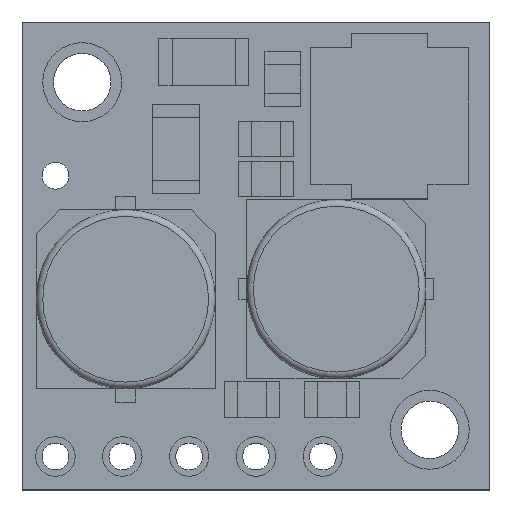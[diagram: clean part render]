
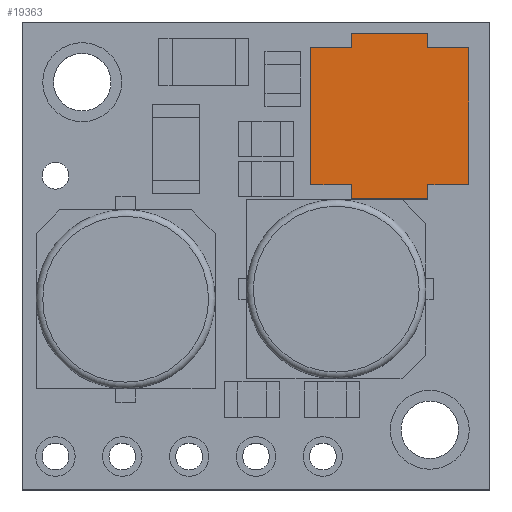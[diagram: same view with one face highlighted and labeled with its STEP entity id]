
A CAD part, top view. The second image highlights one B-rep face of the part: STEP entity #19363.
In plain terms, the highlighted planar face has unit normal (0, 0, 1).
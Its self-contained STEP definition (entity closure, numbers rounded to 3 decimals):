
#933=PLANE('',#20476);
#1753=FACE_OUTER_BOUND('',#2856,.T.);
#2856=EDGE_LOOP('',(#14897,#14898,#14899,#14900,#14901,#14902,#14903,#14904,
#14905,#14906,#14907,#14908));
#4690=LINE('',#29227,#6926);
#4693=LINE('',#29239,#6929);
#4695=LINE('',#29249,#6931);
#4698=LINE('',#29254,#6934);
#4700=LINE('',#29265,#6936);
#4702=LINE('',#29275,#6938);
#4704=LINE('',#29279,#6940);
#4706=LINE('',#29290,#6942);
#4708=LINE('',#29300,#6944);
#4712=LINE('',#29308,#6948);
#4715=LINE('',#29321,#6951);
#4717=LINE('',#29330,#6953);
#6926=VECTOR('',#23002,1000.);
#6929=VECTOR('',#23007,1000.);
#6931=VECTOR('',#23011,1000.);
#6934=VECTOR('',#23016,1000.);
#6936=VECTOR('',#23020,1000.);
#6938=VECTOR('',#23024,1000.);
#6940=VECTOR('',#23028,1000.);
#6942=VECTOR('',#23032,1000.);
#6944=VECTOR('',#23036,1000.);
#6948=VECTOR('',#23042,1000.);
#6951=VECTOR('',#23047,1000.);
#6953=VECTOR('',#23051,1000.);
#9203=VERTEX_POINT('',#29225);
#9204=VERTEX_POINT('',#29226);
#9206=VERTEX_POINT('',#29238);
#9207=VERTEX_POINT('',#29248);
#9208=VERTEX_POINT('',#29253);
#9210=VERTEX_POINT('',#29264);
#9211=VERTEX_POINT('',#29274);
#9212=VERTEX_POINT('',#29278);
#9214=VERTEX_POINT('',#29289);
#9215=VERTEX_POINT('',#29299);
#9218=VERTEX_POINT('',#29307);
#9221=VERTEX_POINT('',#29320);
#11276=EDGE_CURVE('',#9203,#9204,#4690,.T.);
#11280=EDGE_CURVE('',#9206,#9203,#4693,.T.);
#11283=EDGE_CURVE('',#9207,#9206,#4695,.T.);
#11286=EDGE_CURVE('',#9208,#9207,#4698,.T.);
#11289=EDGE_CURVE('',#9210,#9208,#4700,.T.);
#11292=EDGE_CURVE('',#9211,#9210,#4702,.T.);
#11294=EDGE_CURVE('',#9212,#9211,#4704,.T.);
#11297=EDGE_CURVE('',#9214,#9212,#4706,.T.);
#11300=EDGE_CURVE('',#9215,#9214,#4708,.T.);
#11304=EDGE_CURVE('',#9218,#9215,#4712,.T.);
#11308=EDGE_CURVE('',#9221,#9218,#4715,.T.);
#11311=EDGE_CURVE('',#9204,#9221,#4717,.T.);
#14897=ORIENTED_EDGE('',*,*,#11276,.T.);
#14898=ORIENTED_EDGE('',*,*,#11311,.T.);
#14899=ORIENTED_EDGE('',*,*,#11308,.T.);
#14900=ORIENTED_EDGE('',*,*,#11304,.T.);
#14901=ORIENTED_EDGE('',*,*,#11300,.T.);
#14902=ORIENTED_EDGE('',*,*,#11297,.T.);
#14903=ORIENTED_EDGE('',*,*,#11294,.T.);
#14904=ORIENTED_EDGE('',*,*,#11292,.T.);
#14905=ORIENTED_EDGE('',*,*,#11289,.T.);
#14906=ORIENTED_EDGE('',*,*,#11286,.T.);
#14907=ORIENTED_EDGE('',*,*,#11283,.T.);
#14908=ORIENTED_EDGE('',*,*,#11280,.T.);
#19363=ADVANCED_FACE('',(#1753),#933,.T.);
#20476=AXIS2_PLACEMENT_3D('',#29333,#23056,#23057);
#23002=DIRECTION('',(0.,-1.,0.));
#23007=DIRECTION('',(1.,0.,0.));
#23011=DIRECTION('',(0.,-1.,0.));
#23016=DIRECTION('',(-1.,0.,0.));
#23020=DIRECTION('',(0.,-1.,0.));
#23024=DIRECTION('',(-1.,0.,0.));
#23028=DIRECTION('',(0.,1.,0.));
#23032=DIRECTION('',(-1.,0.,0.));
#23036=DIRECTION('',(0.,1.,0.));
#23042=DIRECTION('',(1.,0.,0.));
#23047=DIRECTION('',(0.,1.,0.));
#23051=DIRECTION('',(1.,0.,0.));
#23056=DIRECTION('center_axis',(0.,0.,1.));
#23057=DIRECTION('ref_axis',(-1.,0.,0.));
#29225=CARTESIAN_POINT('',(12.52,11.597,5.512));
#29226=CARTESIAN_POINT('',(12.52,11.047,5.512));
#29227=CARTESIAN_POINT('',(12.52,11.047,5.512));
#29238=CARTESIAN_POINT('',(10.97,11.597,5.512));
#29239=CARTESIAN_POINT('',(12.52,11.597,5.512));
#29248=CARTESIAN_POINT('',(10.97,16.797,5.512));
#29249=CARTESIAN_POINT('',(10.97,16.797,5.512));
#29253=CARTESIAN_POINT('',(12.52,16.797,5.512));
#29254=CARTESIAN_POINT('',(12.52,16.797,5.512));
#29264=CARTESIAN_POINT('',(12.52,17.347,5.512));
#29265=CARTESIAN_POINT('',(12.52,16.797,5.512));
#29274=CARTESIAN_POINT('',(15.42,17.347,5.512));
#29275=CARTESIAN_POINT('',(15.42,17.347,5.512));
#29278=CARTESIAN_POINT('',(15.42,16.797,5.512));
#29279=CARTESIAN_POINT('',(15.42,17.347,5.512));
#29289=CARTESIAN_POINT('',(16.97,16.797,5.512));
#29290=CARTESIAN_POINT('',(15.42,16.797,5.512));
#29299=CARTESIAN_POINT('',(16.97,11.597,5.512));
#29300=CARTESIAN_POINT('',(16.97,16.797,5.512));
#29307=CARTESIAN_POINT('',(15.42,11.597,5.512));
#29308=CARTESIAN_POINT('',(15.42,11.597,5.512));
#29320=CARTESIAN_POINT('',(15.42,11.047,5.512));
#29321=CARTESIAN_POINT('',(15.42,11.597,5.512));
#29330=CARTESIAN_POINT('',(15.42,11.047,5.512));
#29333=CARTESIAN_POINT('Origin',(13.97,14.197,5.512));
